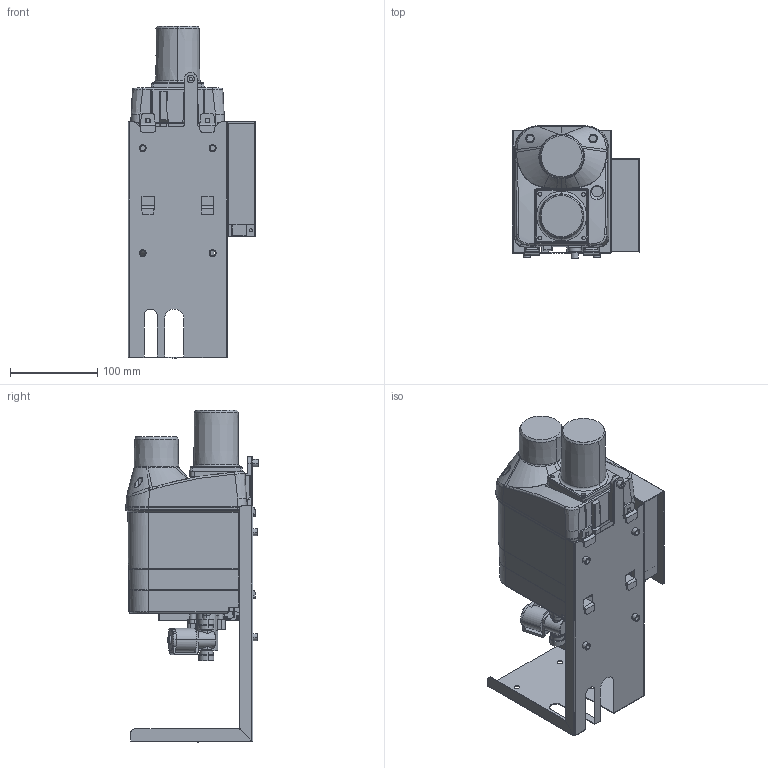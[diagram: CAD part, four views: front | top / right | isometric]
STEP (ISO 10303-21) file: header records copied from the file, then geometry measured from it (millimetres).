
FILE_DESCRIPTION((''),'2;1');
FILE_NAME('INGOMBRI_MISTRAL_STAFFA','2024-02-13T',('mcortina'),(''),'CREO PARAMETRIC BY PTC INC, 2016050','CREO PARAMETRIC BY PTC INC, 2016050','');
FILE_SCHEMA(('AUTOMOTIVE_DESIGN { 1 0 10303 214 1 1 1 1 }'));
Products named in the file (1): INGOMBRI_MISTRAL_STAFFA
Bounding box: 146.2 x 151.3 x 379.8 mm (x, y, z)
Volume: 2708416 mm3; surface area: 437406 mm2
Topology: 5 solids, 15 shells, 2735 faces, 8241 edges, 6502 vertices
Faces by surface type: plane 1729, cylinder 728, bspline 135, cone 80, torus 59, sphere 4
Entity records: 104131 total; most frequent: CARTESIAN_POINT 32045, ORIENTED_EDGE 14694, DIRECTION 13579, EDGE_CURVE 7347, VECTOR 5075, LINE 5075, VERTEX_POINT 4735, AXIS2_PLACEMENT_3D 4252
